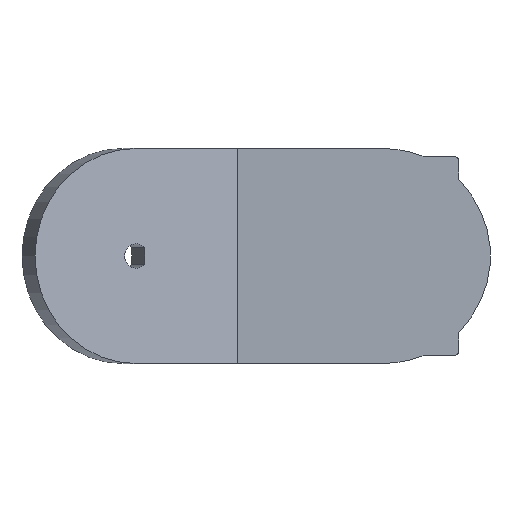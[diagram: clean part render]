
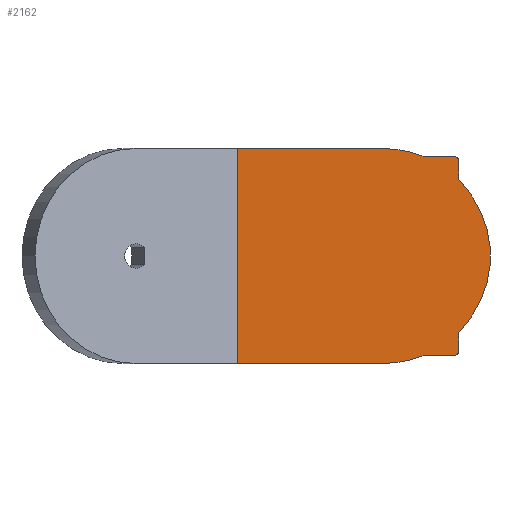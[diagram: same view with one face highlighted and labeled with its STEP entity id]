
A CAD part, front view. The second image highlights one B-rep face of the part: STEP entity #2162.
In plain terms, the highlighted planar face has unit normal (0, -1, 0).
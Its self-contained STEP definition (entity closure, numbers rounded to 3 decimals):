
#73 = CARTESIAN_POINT ( 'NONE',  ( 62.63, -5., -26.64 ) ) ;
#78 = CARTESIAN_POINT ( 'NONE',  ( 42.5, -5., 0. ) ) ;
#92 = AXIS2_PLACEMENT_3D ( 'NONE', #73, #1562, #2016 ) ;
#102 = LINE ( 'NONE', #1386, #941 ) ;
#118 = CARTESIAN_POINT ( 'NONE',  ( 1.82, -5., 30. ) ) ;
#127 = CIRCLE ( 'NONE', #2307, 1. ) ;
#128 = DIRECTION ( 'NONE',  ( 0., 1., 0. ) ) ;
#149 = DIRECTION ( 'NONE',  ( 0., 1., 0. ) ) ;
#169 = VERTEX_POINT ( 'NONE', #1951 ) ;
#180 = CARTESIAN_POINT ( 'NONE',  ( 63.63, -5., 27.64 ) ) ;
#225 = B_SPLINE_CURVE_WITH_KNOTS ( 'NONE', 3,
 ( #118, #732, #2067, #1612 ),
 .UNSPECIFIED., .F., .F.,
 ( 4, 4 ),
 ( 0., 1. ),
 .UNSPECIFIED. ) ;
#233 = FACE_OUTER_BOUND ( 'NONE', #2328, .T. ) ;
#241 = ORIENTED_EDGE ( 'NONE', *, *, #750, .F. ) ;
#259 = AXIS2_PLACEMENT_3D ( 'NONE', #2425, #1331, #1796 ) ;
#278 = CARTESIAN_POINT ( 'NONE',  ( 54.364, -5., -28.64 ) ) ;
#303 = CARTESIAN_POINT ( 'NONE',  ( 63.63, -5., -26.64 ) ) ;
#326 = AXIS2_PLACEMENT_3D ( 'NONE', #78, #1778, #2003 ) ;
#375 = VECTOR ( 'NONE', #1262, 1000. ) ;
#379 = CIRCLE ( 'NONE', #92, 1. ) ;
#383 = DIRECTION ( 'NONE',  ( 0., 0., 1. ) ) ;
#403 = AXIS2_PLACEMENT_3D ( 'NONE', #2465, #1633, #744 ) ;
#435 = AXIS2_PLACEMENT_3D ( 'NONE', #1235, #1670, #383 ) ;
#454 = CARTESIAN_POINT ( 'NONE',  ( 64.63, -5., 21.709 ) ) ;
#467 = DIRECTION ( 'NONE',  ( 0., 1., 0. ) ) ;
#482 = ORIENTED_EDGE ( 'NONE', *, *, #1498, .F. ) ;
#493 = CARTESIAN_POINT ( 'NONE',  ( 63.63, -5., 27.64 ) ) ;
#494 = CARTESIAN_POINT ( 'NONE',  ( 63.63, -5., 21.709 ) ) ;
#513 = ORIENTED_EDGE ( 'NONE', *, *, #768, .T. ) ;
#572 = ORIENTED_EDGE ( 'NONE', *, *, #1921, .F. ) ;
#639 = DIRECTION ( 'NONE',  ( 0., 0., 1. ) ) ;
#679 = ORIENTED_EDGE ( 'NONE', *, *, #2601, .F. ) ;
#697 = CIRCLE ( 'NONE', #326, 30. ) ;
#732 = CARTESIAN_POINT ( 'NONE',  ( 1.82, -5., 10. ) ) ;
#744 = DIRECTION ( 'NONE',  ( 0., 0., 1. ) ) ;
#750 = EDGE_CURVE ( 'NONE', #800, #2216, #1328, .T. ) ;
#759 = ORIENTED_EDGE ( 'NONE', *, *, #1054, .T. ) ;
#764 = DIRECTION ( 'NONE',  ( 0., -1., 0. ) ) ;
#768 = EDGE_CURVE ( 'NONE', #2430, #770, #1299, .T. ) ;
#770 = VERTEX_POINT ( 'NONE', #2206 ) ;
#800 = VERTEX_POINT ( 'NONE', #2245 ) ;
#802 = DIRECTION ( 'NONE',  ( 0., 0., 1. ) ) ;
#825 = CIRCLE ( 'NONE', #1984, 30. ) ;
#845 = CARTESIAN_POINT ( 'NONE',  ( 63.916, -5., 21.008 ) ) ;
#858 = EDGE_CURVE ( 'NONE', #1204, #2363, #1870, .T. ) ;
#868 = VECTOR ( 'NONE', #2513, 1000. ) ;
#902 = EDGE_CURVE ( 'NONE', #800, #2336, #943, .T. ) ;
#929 = LINE ( 'NONE', #180, #375 ) ;
#938 = CARTESIAN_POINT ( 'NONE',  ( 42.5, -5., 30. ) ) ;
#941 = VECTOR ( 'NONE', #979, 1000. ) ;
#943 = CIRCLE ( 'NONE', #2294, 1. ) ;
#970 = VERTEX_POINT ( 'NONE', #845 ) ;
#971 = DIRECTION ( 'NONE',  ( -1., 0., 0. ) ) ;
#979 = DIRECTION ( 'NONE',  ( 0., 0., -1. ) ) ;
#992 = CARTESIAN_POINT ( 'NONE',  ( 1.82, -5., -30. ) ) ;
#1045 = VERTEX_POINT ( 'NONE', #1240 ) ;
#1054 = EDGE_CURVE ( 'NONE', #970, #2178, #1935, .T. ) ;
#1074 = ORIENTED_EDGE ( 'NONE', *, *, #2223, .T. ) ;
#1166 = VECTOR ( 'NONE', #2750, 1000. ) ;
#1195 = CARTESIAN_POINT ( 'NONE',  ( 53.981, -5., -27.716 ) ) ;
#1204 = VERTEX_POINT ( 'NONE', #1332 ) ;
#1217 = ORIENTED_EDGE ( 'NONE', *, *, #2152, .T. ) ;
#1235 = CARTESIAN_POINT ( 'NONE',  ( 64.63, -5., -21.709 ) ) ;
#1240 = CARTESIAN_POINT ( 'NONE',  ( 1.82, -5., 30. ) ) ;
#1262 = DIRECTION ( 'NONE',  ( 0., 0., -1. ) ) ;
#1299 = CIRCLE ( 'NONE', #1541, 1. ) ;
#1328 = LINE ( 'NONE', #493, #2684 ) ;
#1330 = EDGE_CURVE ( 'NONE', #2611, #2535, #102, .T. ) ;
#1331 = DIRECTION ( 'NONE',  ( 0., 1., 0. ) ) ;
#1332 = CARTESIAN_POINT ( 'NONE',  ( 42.5, -5., -30. ) ) ;
#1365 = PLANE ( 'NONE',  #259 ) ;
#1386 = CARTESIAN_POINT ( 'NONE',  ( 63.63, -5., 27.64 ) ) ;
#1391 = CARTESIAN_POINT ( 'NONE',  ( 62.63, -5., 27.64 ) ) ;
#1435 = CARTESIAN_POINT ( 'NONE',  ( 53.981, -5., 27.716 ) ) ;
#1491 = CIRCLE ( 'NONE', #435, 1. ) ;
#1496 = ORIENTED_EDGE ( 'NONE', *, *, #2265, .F. ) ;
#1498 = EDGE_CURVE ( 'NONE', #970, #169, #825, .T. ) ;
#1533 = VERTEX_POINT ( 'NONE', #1977 ) ;
#1540 = VECTOR ( 'NONE', #971, 1000. ) ;
#1541 = AXIS2_PLACEMENT_3D ( 'NONE', #278, #1994, #2264 ) ;
#1562 = DIRECTION ( 'NONE',  ( 0., -1., 0. ) ) ;
#1580 = LINE ( 'NONE', #2337, #868 ) ;
#1587 = ORIENTED_EDGE ( 'NONE', *, *, #902, .T. ) ;
#1612 = CARTESIAN_POINT ( 'NONE',  ( 1.82, -5., -30. ) ) ;
#1621 = ORIENTED_EDGE ( 'NONE', *, *, #1330, .F. ) ;
#1633 = DIRECTION ( 'NONE',  ( 0., 1., 0. ) ) ;
#1639 = DIRECTION ( 'NONE',  ( 0., 0., 1. ) ) ;
#1670 = DIRECTION ( 'NONE',  ( 0., 1., 0. ) ) ;
#1696 = ORIENTED_EDGE ( 'NONE', *, *, #2781, .T. ) ;
#1765 = CARTESIAN_POINT ( 'NONE',  ( 63.63, -5., -21.709 ) ) ;
#1778 = DIRECTION ( 'NONE',  ( 0., 1., 0. ) ) ;
#1796 = DIRECTION ( 'NONE',  ( 0., 0., 1. ) ) ;
#1814 = LINE ( 'NONE', #2319, #1166 ) ;
#1863 = CARTESIAN_POINT ( 'NONE',  ( 42.5, -5., 0. ) ) ;
#1870 = LINE ( 'NONE', #2065, #1540 ) ;
#1881 = ORIENTED_EDGE ( 'NONE', *, *, #2644, .T. ) ;
#1913 = AXIS2_PLACEMENT_3D ( 'NONE', #454, #467, #639 ) ;
#1921 = EDGE_CURVE ( 'NONE', #1533, #770, #1814, .T. ) ;
#1935 = CIRCLE ( 'NONE', #1913, 1. ) ;
#1951 = CARTESIAN_POINT ( 'NONE',  ( 63.916, -5., -21.008 ) ) ;
#1953 = ORIENTED_EDGE ( 'NONE', *, *, #858, .F. ) ;
#1977 = CARTESIAN_POINT ( 'NONE',  ( 62.63, -5., -27.64 ) ) ;
#1984 = AXIS2_PLACEMENT_3D ( 'NONE', #1863, #149, #802 ) ;
#1994 = DIRECTION ( 'NONE',  ( 0., 1., 0. ) ) ;
#2003 = DIRECTION ( 'NONE',  ( 0., 0., 1. ) ) ;
#2015 = VERTEX_POINT ( 'NONE', #2408 ) ;
#2016 = DIRECTION ( 'NONE',  ( 0., 0., 1. ) ) ;
#2061 = DIRECTION ( 'NONE',  ( 0., 0., 1. ) ) ;
#2065 = CARTESIAN_POINT ( 'NONE',  ( 42.5, -5., -30. ) ) ;
#2067 = CARTESIAN_POINT ( 'NONE',  ( 1.82, -5., -10. ) ) ;
#2152 = EDGE_CURVE ( 'NONE', #1533, #2535, #379, .T. ) ;
#2162 = ADVANCED_FACE ( 'NONE', ( #233 ), #1365, .F. ) ;
#2178 = VERTEX_POINT ( 'NONE', #494 ) ;
#2206 = CARTESIAN_POINT ( 'NONE',  ( 54.364, -5., -27.64 ) ) ;
#2216 = VERTEX_POINT ( 'NONE', #1391 ) ;
#2223 = EDGE_CURVE ( 'NONE', #1045, #2363, #225, .T. ) ;
#2245 = CARTESIAN_POINT ( 'NONE',  ( 54.364, -5., 27.64 ) ) ;
#2264 = DIRECTION ( 'NONE',  ( 0., 0., 1. ) ) ;
#2265 = EDGE_CURVE ( 'NONE', #2430, #1204, #2394, .T. ) ;
#2280 = CARTESIAN_POINT ( 'NONE',  ( 54.364, -5., 28.64 ) ) ;
#2294 = AXIS2_PLACEMENT_3D ( 'NONE', #2280, #128, #1639 ) ;
#2307 = AXIS2_PLACEMENT_3D ( 'NONE', #2688, #764, #2061 ) ;
#2319 = CARTESIAN_POINT ( 'NONE',  ( 63.63, -5., -27.64 ) ) ;
#2328 = EDGE_LOOP ( 'NONE', ( #1074, #1953, #1496, #513, #572, #1217, #1621, #1696, #482, #759, #2498, #1881, #241, #1587, #679, #2574 ) ) ;
#2336 = VERTEX_POINT ( 'NONE', #1435 ) ;
#2337 = CARTESIAN_POINT ( 'NONE',  ( 42.5, -5., 30. ) ) ;
#2363 = VERTEX_POINT ( 'NONE', #992 ) ;
#2378 = EDGE_CURVE ( 'NONE', #1045, #2711, #1580, .T. ) ;
#2394 = CIRCLE ( 'NONE', #403, 30. ) ;
#2408 = CARTESIAN_POINT ( 'NONE',  ( 63.63, -5., 26.64 ) ) ;
#2425 = CARTESIAN_POINT ( 'NONE',  ( 42.5, -5., 0. ) ) ;
#2430 = VERTEX_POINT ( 'NONE', #1195 ) ;
#2465 = CARTESIAN_POINT ( 'NONE',  ( 42.5, -5., 0. ) ) ;
#2493 = EDGE_CURVE ( 'NONE', #2015, #2178, #929, .T. ) ;
#2498 = ORIENTED_EDGE ( 'NONE', *, *, #2493, .F. ) ;
#2513 = DIRECTION ( 'NONE',  ( 1., 0., 0. ) ) ;
#2535 = VERTEX_POINT ( 'NONE', #303 ) ;
#2574 = ORIENTED_EDGE ( 'NONE', *, *, #2378, .F. ) ;
#2601 = EDGE_CURVE ( 'NONE', #2711, #2336, #697, .T. ) ;
#2611 = VERTEX_POINT ( 'NONE', #1765 ) ;
#2629 = DIRECTION ( 'NONE',  ( 1., 0., 0. ) ) ;
#2644 = EDGE_CURVE ( 'NONE', #2015, #2216, #127, .T. ) ;
#2684 = VECTOR ( 'NONE', #2629, 1000. ) ;
#2688 = CARTESIAN_POINT ( 'NONE',  ( 62.63, -5., 26.64 ) ) ;
#2711 = VERTEX_POINT ( 'NONE', #938 ) ;
#2750 = DIRECTION ( 'NONE',  ( -1., 0., 0. ) ) ;
#2781 = EDGE_CURVE ( 'NONE', #2611, #169, #1491, .T. ) ;
